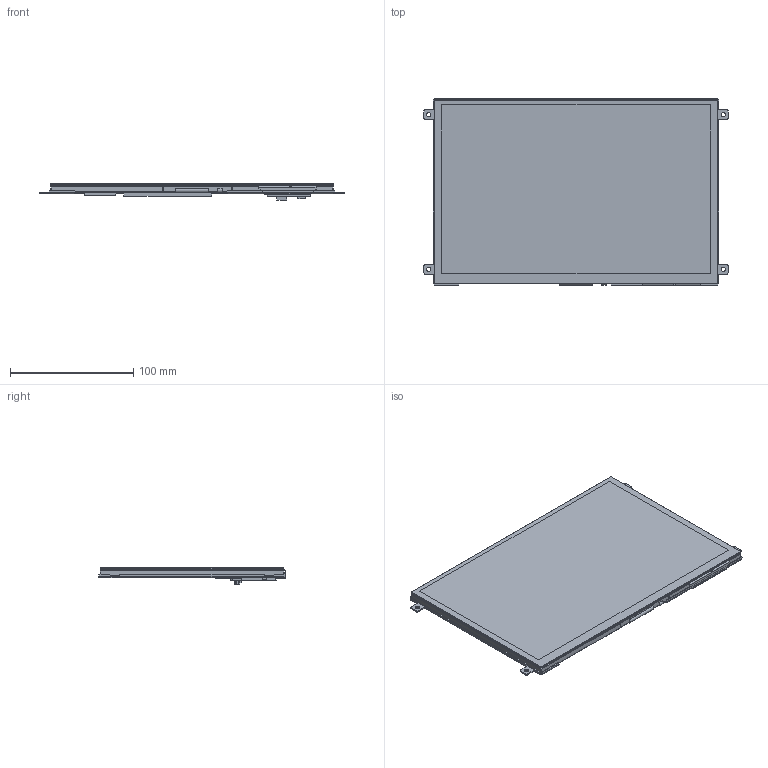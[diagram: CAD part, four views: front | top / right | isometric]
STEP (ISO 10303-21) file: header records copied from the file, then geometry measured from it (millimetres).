
FILE_DESCRIPTION(/* description */ (''),/* implementation_level */ '2;1');
FILE_NAME(/* name */ 'RVT101HVLFWCA0_Rev.1.0.stp',/* time_stamp */ '2021-09-08T13:23:18+02:00',/* author */ ('Mateusz Natywa'),/* organization */ (''),/* preprocessor_version */ 'ST-DEVELOPER v17',/* originating_system */ 'Autodesk Inventor 2019',/* authorisation */ '');
FILE_SCHEMA (('CONFIG_CONTROL_DESIGN'));
Length unit declared in the file: millimetre
Products named in the file (11): RVT101HVLNWC00_Rev.1.0; CTP; CG; SCA; SENSOR; FPC; DST_2; RVT101HVLNWC00_Rev.1.0_1; DISP; FPC_1; ST101TF-1_2.4.21
Assembly tree (10 placements, depth 3):
  RVT101HVLNWC00_Rev.1.0
    CTP
      CG
      SCA
      SENSOR
      FPC
      DST_2
    RVT101HVLNWC00_Rev.1.0_1
      DISP
      FPC_1
    ST101TF-1_2.4.21
Bounding box: 246.66 x 151.44 x 13.01 mm (x, y, z)
Volume: 224323 mm3; surface area: 472333 mm2
Topology: 11 solids, 159 shells, 657 faces, 2124 edges, 1654 vertices
Faces by surface type: plane 528, cylinder 106, bspline 11, cone 8, sphere 4
Entity records: 25112 total; most frequent: CARTESIAN_POINT 5417, DIRECTION 3704, ORIENTED_EDGE 3496, EDGE_CURVE 2124, LINE 1802, VECTOR 1802, VERTEX_POINT 1654, AXIS2_PLACEMENT_3D 951
